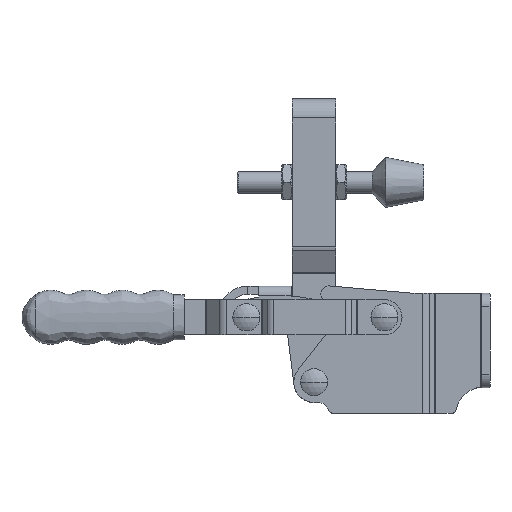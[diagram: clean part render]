
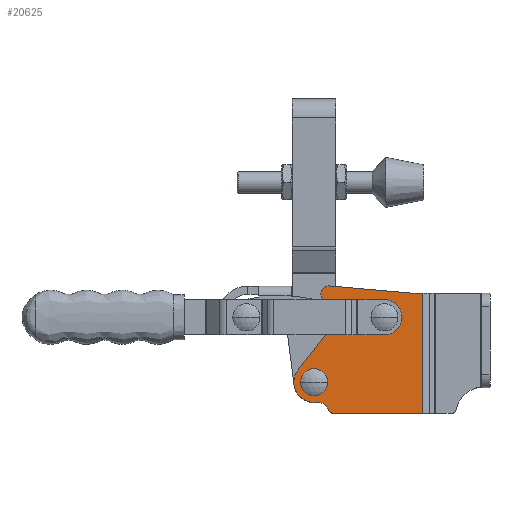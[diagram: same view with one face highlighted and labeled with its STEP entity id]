
A CAD part, left-side view. The second image highlights one B-rep face of the part: STEP entity #20625.
In plain terms, the highlighted planar face has unit normal (-1, 0, 0).
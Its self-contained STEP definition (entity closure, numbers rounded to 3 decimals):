
#114 = VERTEX_POINT ( 'NONE', #19936 ) ;
#141 = VERTEX_POINT ( 'NONE', #20721 ) ;
#142 = VERTEX_POINT ( 'NONE', #20722 ) ;
#166 = VERTEX_POINT ( 'NONE', #20746 ) ;
#173 = VERTEX_POINT ( 'NONE', #20753 ) ;
#186 = VERTEX_POINT ( 'NONE', #20766 ) ;
#188 = VERTEX_POINT ( 'NONE', #20768 ) ;
#189 = VERTEX_POINT ( 'NONE', #20769 ) ;
#200 = VERTEX_POINT ( 'NONE', #20780 ) ;
#201 = VERTEX_POINT ( 'NONE', #20781 ) ;
#202 = VERTEX_POINT ( 'NONE', #20782 ) ;
#203 = VERTEX_POINT ( 'NONE', #20783 ) ;
#204 = VERTEX_POINT ( 'NONE', #20784 ) ;
#205 = VERTEX_POINT ( 'NONE', #20785 ) ;
#206 = VERTEX_POINT ( 'NONE', #20786 ) ;
#207 = VERTEX_POINT ( 'NONE', #20787 ) ;
#905 = EDGE_LOOP ( 'NONE', ( #10549, #9382 ) ) ;
#1075 = EDGE_LOOP ( 'NONE', ( #10547, #10548 ) ) ;
#1144 = EDGE_LOOP ( 'NONE', ( #9383, #9384, #9385, #9386, #9387, #9388, #9389, #9390, #9391, #9392, #9393, #9394 ) ) ;
#9382 = ORIENTED_EDGE ( 'NONE', *, *, #16884, .F. ) ;
#9383 = ORIENTED_EDGE ( 'NONE', *, *, #16882, .F. ) ;
#9384 = ORIENTED_EDGE ( 'NONE', *, *, #16881, .T. ) ;
#9385 = ORIENTED_EDGE ( 'NONE', *, *, #16880, .F. ) ;
#9386 = ORIENTED_EDGE ( 'NONE', *, *, #16879, .F. ) ;
#9387 = ORIENTED_EDGE ( 'NONE', *, *, #16877, .F. ) ;
#9388 = ORIENTED_EDGE ( 'NONE', *, *, #16876, .F. ) ;
#9389 = ORIENTED_EDGE ( 'NONE', *, *, #16875, .F. ) ;
#9390 = ORIENTED_EDGE ( 'NONE', *, *, #16874, .F. ) ;
#9391 = ORIENTED_EDGE ( 'NONE', *, *, #16872, .F. ) ;
#9392 = ORIENTED_EDGE ( 'NONE', *, *, #16871, .F. ) ;
#9393 = ORIENTED_EDGE ( 'NONE', *, *, #16870, .F. ) ;
#9394 = ORIENTED_EDGE ( 'NONE', *, *, #16860, .F. ) ;
#10547 = ORIENTED_EDGE ( 'NONE', *, *, #16796, .F. ) ;
#10548 = ORIENTED_EDGE ( 'NONE', *, *, #16885, .F. ) ;
#10549 = ORIENTED_EDGE ( 'NONE', *, *, #16771, .F. ) ;
#10706 = AXIS2_PLACEMENT_3D ( 'NONE', #28688, #28689, #28690 ) ;
#10716 = AXIS2_PLACEMENT_3D ( 'NONE', #28747, #28748, #28749 ) ;
#10737 = AXIS2_PLACEMENT_3D ( 'NONE', #29052, #29054, #29056 ) ;
#10741 = AXIS2_PLACEMENT_3D ( 'NONE', #29112, #29114, #29116 ) ;
#10742 = AXIS2_PLACEMENT_3D ( 'NONE', #29130, #29131, #29133 ) ;
#10743 = AXIS2_PLACEMENT_3D ( 'NONE', #29141, #29143, #29145 ) ;
#10744 = AXIS2_PLACEMENT_3D ( 'NONE', #29169, #29170, #29172 ) ;
#10746 = AXIS2_PLACEMENT_3D ( 'NONE', #29184, #29186, #29188 ) ;
#10747 = AXIS2_PLACEMENT_3D ( 'NONE', #29193, #29195, #29197 ) ;
#13100 = CIRCLE ( 'NONE', #10706, 3.2 ) ;
#13139 = CIRCLE ( 'NONE', #10716, 3.2 ) ;
#13246 = CIRCLE ( 'NONE', #10737, 4. ) ;
#13260 = CIRCLE ( 'NONE', #10742, 7. ) ;
#13262 = LINE ( 'NONE', #29103, #13265 ) ;
#13264 = CIRCLE ( 'NONE', #10741, 7.5 ) ;
#13265 = VECTOR ( 'NONE', #29106, 1000. ) ;
#13266 = LINE ( 'NONE', #29098, #13268 ) ;
#13268 = VECTOR ( 'NONE', #29088, 1000. ) ;
#13269 = LINE ( 'NONE', #29140, #13280 ) ;
#13271 = LINE ( 'NONE', #29120, #13273 ) ;
#13272 = CIRCLE ( 'NONE', #10743, 3. ) ;
#13273 = VECTOR ( 'NONE', #29109, 1000. ) ;
#13274 = LINE ( 'NONE', #29126, #13276 ) ;
#13276 = VECTOR ( 'NONE', #29128, 1000. ) ;
#13277 = LINE ( 'NONE', #29137, #13284 ) ;
#13279 = LINE ( 'NONE', #29156, #13282 ) ;
#13280 = VECTOR ( 'NONE', #29152, 1000. ) ;
#13281 = CIRCLE ( 'NONE', #10744, 2. ) ;
#13282 = VECTOR ( 'NONE', #29159, 1000. ) ;
#13283 = CIRCLE ( 'NONE', #10747, 3.2 ) ;
#13284 = VECTOR ( 'NONE', #29161, 1000. ) ;
#13286 = CIRCLE ( 'NONE', #10746, 3.2 ) ;
#14632 = DIRECTION ( 'NONE',  ( 1., 0., 0. ) ) ;
#14634 = CARTESIAN_POINT ( 'NONE',  ( -3., 78.929, 60. ) ) ;
#14636 = PLANE ( 'NONE',  #34141 ) ;
#14638 = DIRECTION ( 'NONE',  ( 0., 0., -1. ) ) ;
#16771 = EDGE_CURVE ( 'NONE', #114, #166, #13100, .T. ) ;
#16796 = EDGE_CURVE ( 'NONE', #141, #142, #13139, .T. ) ;
#16860 = EDGE_CURVE ( 'NONE', #189, #207, #13246, .T. ) ;
#16870 = EDGE_CURVE ( 'NONE', #207, #206, #13262, .T. ) ;
#16871 = EDGE_CURVE ( 'NONE', #206, #205, #13264, .T. ) ;
#16872 = EDGE_CURVE ( 'NONE', #205, #204, #13266, .T. ) ;
#16874 = EDGE_CURVE ( 'NONE', #204, #203, #13260, .T. ) ;
#16875 = EDGE_CURVE ( 'NONE', #203, #173, #13271, .T. ) ;
#16876 = EDGE_CURVE ( 'NONE', #173, #200, #13272, .T. ) ;
#16877 = EDGE_CURVE ( 'NONE', #200, #188, #13274, .T. ) ;
#16879 = EDGE_CURVE ( 'NONE', #188, #201, #13269, .T. ) ;
#16880 = EDGE_CURVE ( 'NONE', #201, #202, #13279, .T. ) ;
#16881 = EDGE_CURVE ( 'NONE', #186, #202, #13277, .T. ) ;
#16882 = EDGE_CURVE ( 'NONE', #186, #189, #13281, .T. ) ;
#16884 = EDGE_CURVE ( 'NONE', #166, #114, #13286, .T. ) ;
#16885 = EDGE_CURVE ( 'NONE', #142, #141, #13283, .T. ) ;
#19936 = CARTESIAN_POINT ( 'NONE',  ( -3., 62., 8.3 ) ) ;
#20625 = ADVANCED_FACE ( 'NONE', ( #33571, #33575, #33569 ), #14636, .F. ) ;
#20721 = CARTESIAN_POINT ( 'NONE',  ( -3., 36., 32.3 ) ) ;
#20722 = CARTESIAN_POINT ( 'NONE',  ( -3., 36., 38.7 ) ) ;
#20746 = CARTESIAN_POINT ( 'NONE',  ( -3., 62., 14.7 ) ) ;
#20753 = CARTESIAN_POINT ( 'NONE',  ( -3., 58.245, 41.661 ) ) ;
#20766 = CARTESIAN_POINT ( 'NONE',  ( -3., 54.825, 0. ) ) ;
#20768 = CARTESIAN_POINT ( 'NONE',  ( -3., 25.5, 44.4 ) ) ;
#20769 = CARTESIAN_POINT ( 'NONE',  ( -3., 56.71, 1.333 ) ) ;
#20780 = CARTESIAN_POINT ( 'NONE',  ( -3., 56.239, 47.089 ) ) ;
#20781 = CARTESIAN_POINT ( 'NONE',  ( -3., 21.871, 44.4 ) ) ;
#20782 = CARTESIAN_POINT ( 'NONE',  ( -3., 21.871, 0. ) ) ;
#20783 = CARTESIAN_POINT ( 'NONE',  ( -3., 57.583, 41.187 ) ) ;
#20784 = CARTESIAN_POINT ( 'NONE',  ( -3., 56.139, 31.184 ) ) ;
#20785 = CARTESIAN_POINT ( 'NONE',  ( -3., 67.91, 16.117 ) ) ;
#20786 = CARTESIAN_POINT ( 'NONE',  ( -3., 62., 4. ) ) ;
#20787 = CARTESIAN_POINT ( 'NONE',  ( -3., 60.482, 4. ) ) ;
#28688 = CARTESIAN_POINT ( 'NONE',  ( -3., 62., 11.5 ) ) ;
#28689 = DIRECTION ( 'NONE',  ( -1., 0., 0. ) ) ;
#28690 = DIRECTION ( 'NONE',  ( 0., 0., -1. ) ) ;
#28747 = CARTESIAN_POINT ( 'NONE',  ( -3., 36., 35.5 ) ) ;
#28748 = DIRECTION ( 'NONE',  ( -1., 0., 0. ) ) ;
#28749 = DIRECTION ( 'NONE',  ( 0., 0., -1. ) ) ;
#29052 = CARTESIAN_POINT ( 'NONE',  ( -3., 60.482, 0. ) ) ;
#29054 = DIRECTION ( 'NONE',  ( -1., 0., 0. ) ) ;
#29056 = DIRECTION ( 'NONE',  ( 0., 0., -1. ) ) ;
#29088 = DIRECTION ( 'NONE',  ( 0., -0.616, 0.788 ) ) ;
#29098 = CARTESIAN_POINT ( 'NONE',  ( -3., 50.797, 38.021 ) ) ;
#29103 = CARTESIAN_POINT ( 'NONE',  ( -3., 78.929, 4. ) ) ;
#29106 = DIRECTION ( 'NONE',  ( 0., 1., 0. ) ) ;
#29109 = DIRECTION ( 'NONE',  ( 0., 0.813, 0.582 ) ) ;
#29112 = CARTESIAN_POINT ( 'NONE',  ( -3., 62., 11.5 ) ) ;
#29114 = DIRECTION ( 'NONE',  ( 1., 0., 0. ) ) ;
#29116 = DIRECTION ( 'NONE',  ( 0., 0., -1. ) ) ;
#29120 = CARTESIAN_POINT ( 'NONE',  ( -3., 80.607, 57.655 ) ) ;
#29126 = CARTESIAN_POINT ( 'NONE',  ( -3., 79.878, 49.157 ) ) ;
#29128 = DIRECTION ( 'NONE',  ( 0., -0.996, -0.087 ) ) ;
#29130 = CARTESIAN_POINT ( 'NONE',  ( -3., 61.655, 35.493 ) ) ;
#29131 = DIRECTION ( 'NONE',  ( -1., 0., 0. ) ) ;
#29133 = DIRECTION ( 'NONE',  ( 0., 0., -1. ) ) ;
#29137 = CARTESIAN_POINT ( 'NONE',  ( -3., 78.929, 0. ) ) ;
#29140 = CARTESIAN_POINT ( 'NONE',  ( -3., 78.929, 44.4 ) ) ;
#29141 = CARTESIAN_POINT ( 'NONE',  ( -3., 56.5, 44.101 ) ) ;
#29143 = DIRECTION ( 'NONE',  ( 1., 0., 0. ) ) ;
#29145 = DIRECTION ( 'NONE',  ( 0., 0., -1. ) ) ;
#29152 = DIRECTION ( 'NONE',  ( 0., -1., 0. ) ) ;
#29156 = CARTESIAN_POINT ( 'NONE',  ( -3., 21.871, 60. ) ) ;
#29159 = DIRECTION ( 'NONE',  ( 0., 0., -1. ) ) ;
#29161 = DIRECTION ( 'NONE',  ( 0., -1., 0. ) ) ;
#29169 = CARTESIAN_POINT ( 'NONE',  ( -3., 54.825, 2. ) ) ;
#29170 = DIRECTION ( 'NONE',  ( 1., 0., 0. ) ) ;
#29172 = DIRECTION ( 'NONE',  ( 0., 0., -1. ) ) ;
#29184 = CARTESIAN_POINT ( 'NONE',  ( -3., 62., 11.5 ) ) ;
#29186 = DIRECTION ( 'NONE',  ( -1., 0., 0. ) ) ;
#29188 = DIRECTION ( 'NONE',  ( 0., 0., -1. ) ) ;
#29193 = CARTESIAN_POINT ( 'NONE',  ( -3., 36., 35.5 ) ) ;
#29195 = DIRECTION ( 'NONE',  ( -1., 0., 0. ) ) ;
#29197 = DIRECTION ( 'NONE',  ( 0., 0., -1. ) ) ;
#33569 = FACE_OUTER_BOUND ( 'NONE', #1144, .T. ) ;
#33571 = FACE_BOUND ( 'NONE', #1075, .T. ) ;
#33575 = FACE_BOUND ( 'NONE', #905, .T. ) ;
#34141 = AXIS2_PLACEMENT_3D ( 'NONE', #14634, #14632, #14638 ) ;
